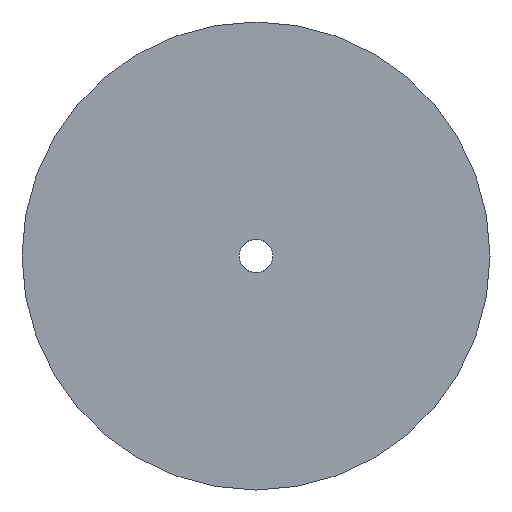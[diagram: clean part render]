
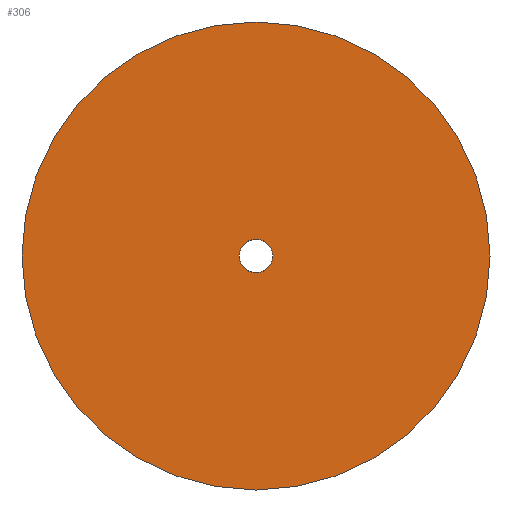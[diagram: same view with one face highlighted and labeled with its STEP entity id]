
A CAD part, front view. The second image highlights one B-rep face of the part: STEP entity #306.
In plain terms, the highlighted planar face has unit normal (0, -1, 0).
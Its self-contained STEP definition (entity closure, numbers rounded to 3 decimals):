
#25=FACE_BOUND('',#72,.T.);
#30=PLANE('',#353);
#46=FACE_OUTER_BOUND('',#71,.T.);
#71=EDGE_LOOP('',(#279));
#72=EDGE_LOOP('',(#280));
#123=CIRCLE('',#345,35.);
#126=CIRCLE('',#351,2.5);
#151=VERTEX_POINT('',#740);
#154=VERTEX_POINT('',#751);
#191=EDGE_CURVE('',#151,#151,#123,.T.);
#196=EDGE_CURVE('',#154,#154,#126,.T.);
#279=ORIENTED_EDGE('',*,*,#191,.F.);
#280=ORIENTED_EDGE('',*,*,#196,.F.);
#306=ADVANCED_FACE('',(#46,#25),#30,.F.);
#345=AXIS2_PLACEMENT_3D('',#742,#414,#415);
#351=AXIS2_PLACEMENT_3D('',#753,#428,#429);
#353=AXIS2_PLACEMENT_3D('',#755,#432,#433);
#414=DIRECTION('center_axis',(0.,1.,0.));
#415=DIRECTION('ref_axis',(-1.,0.,0.));
#428=DIRECTION('center_axis',(0.,-1.,0.));
#429=DIRECTION('ref_axis',(1.,0.,0.));
#432=DIRECTION('center_axis',(0.,1.,0.));
#433=DIRECTION('ref_axis',(1.,0.,0.));
#740=CARTESIAN_POINT('',(35.,0.,0.));
#742=CARTESIAN_POINT('Origin',(0.,0.,0.));
#751=CARTESIAN_POINT('',(-2.5,0.,0.));
#753=CARTESIAN_POINT('Origin',(0.,0.,0.));
#755=CARTESIAN_POINT('Origin',(0.,0.,0.));
